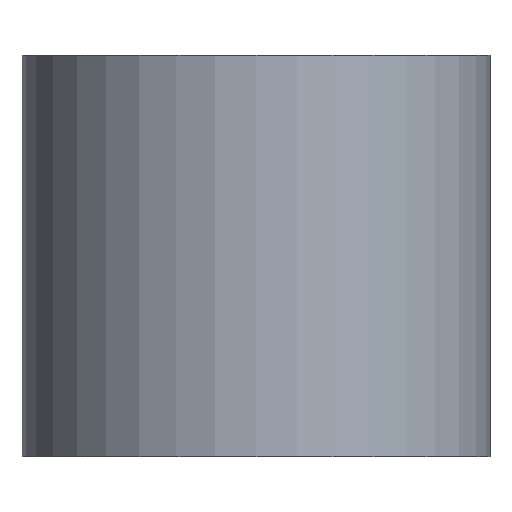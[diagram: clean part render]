
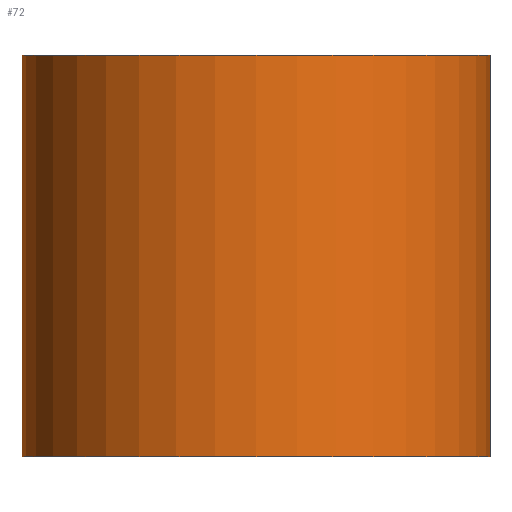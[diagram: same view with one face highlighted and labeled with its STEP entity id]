
A CAD part, front view. The second image highlights one B-rep face of the part: STEP entity #72.
In plain terms, the highlighted cylindrical face has radius 14 mm (diameter 28 mm), a full revolution.
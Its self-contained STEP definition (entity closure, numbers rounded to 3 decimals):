
#20=FACE_OUTER_BOUND('',#24,.T.);
#24=EDGE_LOOP('',(#57,#58,#59,#60,#61,#62));
#30=LINE('',#142,#32);
#32=VECTOR('',#120,14.);
#35=CIRCLE('',#99,14.);
#36=CIRCLE('',#100,14.);
#37=CIRCLE('',#101,14.);
#38=CIRCLE('',#102,14.);
#41=VERTEX_POINT('',#137);
#42=VERTEX_POINT('',#138);
#43=VERTEX_POINT('',#141);
#44=VERTEX_POINT('',#143);
#48=EDGE_CURVE('',#41,#42,#35,.T.);
#49=EDGE_CURVE('',#42,#41,#36,.T.);
#50=EDGE_CURVE('',#42,#43,#30,.T.);
#51=EDGE_CURVE('',#43,#44,#37,.T.);
#52=EDGE_CURVE('',#44,#43,#38,.T.);
#57=ORIENTED_EDGE('',*,*,#48,.F.);
#58=ORIENTED_EDGE('',*,*,#49,.F.);
#59=ORIENTED_EDGE('',*,*,#50,.T.);
#60=ORIENTED_EDGE('',*,*,#51,.T.);
#61=ORIENTED_EDGE('',*,*,#52,.T.);
#62=ORIENTED_EDGE('',*,*,#50,.F.);
#70=CYLINDRICAL_SURFACE('',#98,14.);
#72=ADVANCED_FACE('',(#20),#70,.T.);
#98=AXIS2_PLACEMENT_3D('',#136,#114,#115);
#99=AXIS2_PLACEMENT_3D('',#139,#116,#117);
#100=AXIS2_PLACEMENT_3D('',#140,#118,#119);
#101=AXIS2_PLACEMENT_3D('',#144,#121,#122);
#102=AXIS2_PLACEMENT_3D('',#145,#123,#124);
#114=DIRECTION('center_axis',(0.,0.,1.));
#115=DIRECTION('ref_axis',(1.,0.,0.));
#116=DIRECTION('center_axis',(0.,0.,1.));
#117=DIRECTION('ref_axis',(1.,0.,0.));
#118=DIRECTION('center_axis',(0.,0.,1.));
#119=DIRECTION('ref_axis',(1.,0.,0.));
#120=DIRECTION('',(0.,0.,-1.));
#121=DIRECTION('center_axis',(0.,0.,1.));
#122=DIRECTION('ref_axis',(1.,0.,0.));
#123=DIRECTION('center_axis',(0.,0.,1.));
#124=DIRECTION('ref_axis',(1.,0.,0.));
#136=CARTESIAN_POINT('Origin',(0.,0.,0.));
#137=CARTESIAN_POINT('',(14.,0.,24.));
#138=CARTESIAN_POINT('',(-14.,0.,24.));
#139=CARTESIAN_POINT('Origin',(0.,0.,24.));
#140=CARTESIAN_POINT('Origin',(0.,0.,24.));
#141=CARTESIAN_POINT('',(-14.,0.,0.));
#142=CARTESIAN_POINT('',(-14.,0.,0.));
#143=CARTESIAN_POINT('',(14.,0.,0.));
#144=CARTESIAN_POINT('Origin',(0.,0.,0.));
#145=CARTESIAN_POINT('Origin',(0.,0.,0.));
